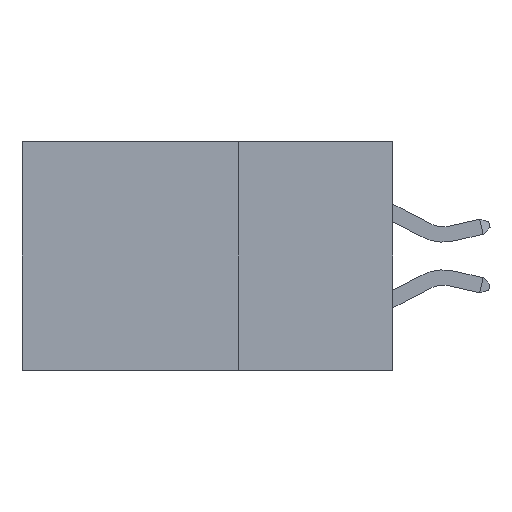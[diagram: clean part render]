
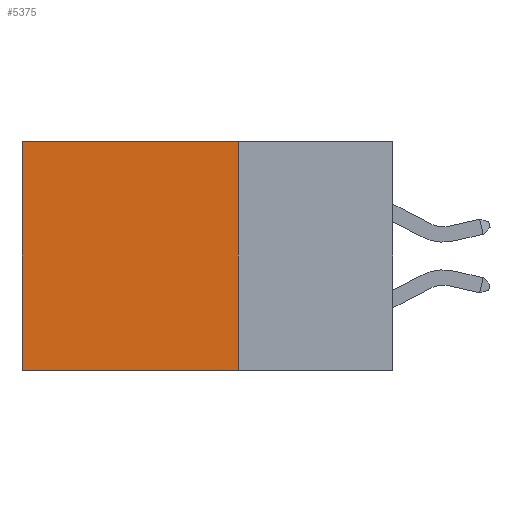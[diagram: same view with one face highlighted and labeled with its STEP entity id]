
A CAD part, left-side view. The second image highlights one B-rep face of the part: STEP entity #5375.
In plain terms, the highlighted planar face has unit normal (-1, 0, 0).
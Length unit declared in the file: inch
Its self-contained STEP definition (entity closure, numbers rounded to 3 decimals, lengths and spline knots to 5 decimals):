
#647 = CARTESIAN_POINT ( 'NONE',  ( 0.2875, 0.25, 0. ) ) ;
#738 = DIRECTION ( 'NONE',  ( 0., 1., 0. ) ) ;
#789 = CARTESIAN_POINT ( 'NONE',  ( 0.2875, 0.25, -0.37 ) ) ;
#906 = CARTESIAN_POINT ( 'NONE',  ( 0.2875, 0.25, 0. ) ) ;
#1156 = FACE_OUTER_BOUND ( 'NONE', #3666, .T. ) ;
#1277 = LINE ( 'NONE', #789, #1591 ) ;
#1591 = VECTOR ( 'NONE', #738, 39.37008 ) ;
#3055 = EDGE_CURVE ( 'NONE', #9327, #8823, #12043, .T. ) ;
#3175 = CARTESIAN_POINT ( 'NONE',  ( 0.2875, 0.6, 0. ) ) ;
#3452 = DIRECTION ( 'NONE',  ( 0., 0., -1. ) ) ;
#3550 = CARTESIAN_POINT ( 'NONE',  ( 0.2875, 0.25, 0. ) ) ;
#3666 = EDGE_LOOP ( 'NONE', ( #8324, #8391, #8639, #8662 ) ) ;
#3882 = CARTESIAN_POINT ( 'NONE',  ( 0.2875, 0.25, -0.37 ) ) ;
#4079 = LINE ( 'NONE', #647, #5972 ) ;
#4083 = DIRECTION ( 'NONE',  ( 0., 0., -1. ) ) ;
#4388 = AXIS2_PLACEMENT_3D ( 'NONE', #11618, #11529, #11511 ) ;
#4662 = VECTOR ( 'NONE', #3452, 39.37008 ) ;
#5375 = ADVANCED_FACE ( 'NONE', ( #1156 ), #11550, .F. ) ;
#5395 = LINE ( 'NONE', #3175, #10338 ) ;
#5972 = VECTOR ( 'NONE', #12114, 39.37008 ) ;
#6058 = CARTESIAN_POINT ( 'NONE',  ( 0.2875, 0.6, 0. ) ) ;
#6679 = EDGE_CURVE ( 'NONE', #8823, #8927, #1277, .T. ) ;
#6961 = CARTESIAN_POINT ( 'NONE',  ( 0.2875, 0.6, -0.37 ) ) ;
#8324 = ORIENTED_EDGE ( 'NONE', *, *, #8922, .T. ) ;
#8391 = ORIENTED_EDGE ( 'NONE', *, *, #6679, .F. ) ;
#8437 = VERTEX_POINT ( 'NONE', #6058 ) ;
#8639 = ORIENTED_EDGE ( 'NONE', *, *, #3055, .F. ) ;
#8662 = ORIENTED_EDGE ( 'NONE', *, *, #9848, .T. ) ;
#8823 = VERTEX_POINT ( 'NONE', #3882 ) ;
#8922 = EDGE_CURVE ( 'NONE', #8437, #8927, #5395, .T. ) ;
#8927 = VERTEX_POINT ( 'NONE', #6961 ) ;
#9327 = VERTEX_POINT ( 'NONE', #906 ) ;
#9848 = EDGE_CURVE ( 'NONE', #9327, #8437, #4079, .T. ) ;
#10338 = VECTOR ( 'NONE', #4083, 39.37008 ) ;
#11511 = DIRECTION ( 'NONE',  ( 0., 0., -1. ) ) ;
#11529 = DIRECTION ( 'NONE',  ( 1., 0., 0. ) ) ;
#11550 = PLANE ( 'NONE',  #4388 ) ;
#11618 = CARTESIAN_POINT ( 'NONE',  ( 0.2875, 0.25, 0. ) ) ;
#12043 = LINE ( 'NONE', #3550, #4662 ) ;
#12114 = DIRECTION ( 'NONE',  ( 0., 1., 0. ) ) ;
